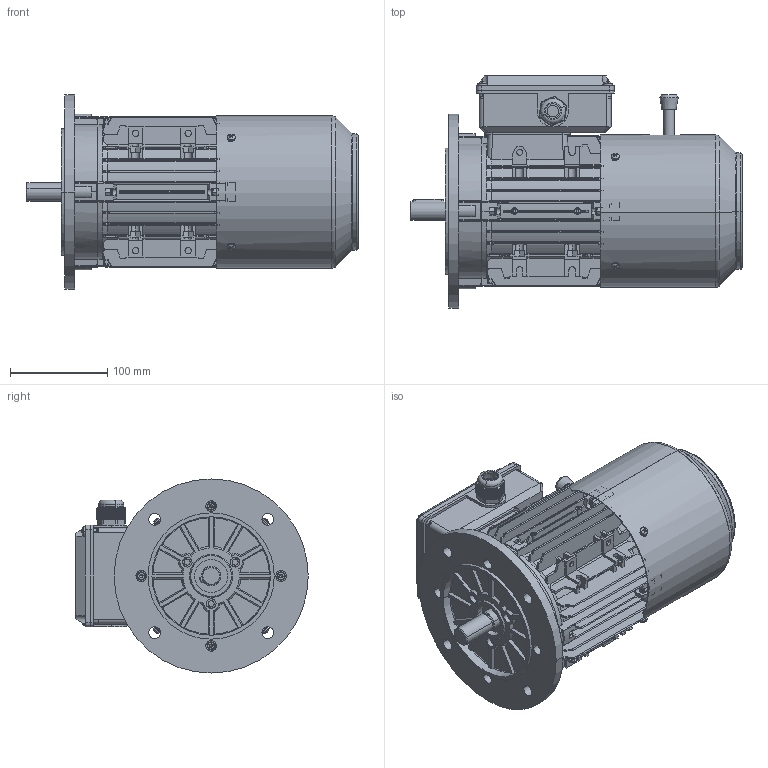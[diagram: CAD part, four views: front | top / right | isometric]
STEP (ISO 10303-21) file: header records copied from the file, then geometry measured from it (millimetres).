
FILE_DESCRIPTION (( 'STEP AP203' ), '1' );
FILE_NAME ('TB80 B5(VIBO諉盄碟).STEP', '2021-11-27T07:35:12', ( '' ), ( '' ), 'SwSTEP 2.0', 'SolidWorks 2014', '' );
FILE_SCHEMA (( 'CONFIG_CONTROL_DESIGN' ));
Length unit declared in the file: millimetre
Products named in the file (17): 80-90VIBO諉盄碟郪磁; Hexagon nuts grade C GB_GB_FASTENER_NUT_SNC1 M5-N; 80秶雄ん; TA80 B5傷裔1; VIBO80-100諉盄碟釱; T80儂褲; TB80綴傷裔1; TB80 B5(VIBO諉盄碟); Cross recessed thread forming screws GB_GB_CROSS_SCREWS_TYPE138 M4X12-N; Cross recessed thread forming screws GB_GB_CROSS_SCREWS_TYPE138 M5X12-N; TB80蛌粣; VIBO80-100諉盄碟裔; Hexagon socket head cap screws GB_GB_FASTENER_SCREWS_HSHCS M5X25-N; 80怢宒瑞珔; Plain parallel keys_GB_CONNECTING_PIECE_KEYS_CSK 6X32; 80-100堤盄蹟杶; TB80瑞欶
Assembly tree (35 placements, depth 3):
  TB80 B5(VIBO諉盄碟)
    T80儂褲
    Hexagon socket head cap screws GB_GB_FASTENER_SCREWS_HSHCS M5X25-N  x8
    Hexagon nuts grade C GB_GB_FASTENER_NUT_SNC1 M5-N  x8
    Cross recessed thread forming screws GB_GB_CROSS_SCREWS_TYPE138 M4X12-N  x4
    Plain parallel keys_GB_CONNECTING_PIECE_KEYS_CSK 6X32
    TA80 B5傷裔1
    TB80蛌粣
    TB80瑞欶
    TB80綴傷裔1
    80怢宒瑞珔
    80秶雄ん
    80-90VIBO諉盄碟郪磁
      Cross recessed thread forming screws GB_GB_CROSS_SCREWS_TYPE138 M5X12-N  x3
      80-100堤盄蹟杶
      VIBO80-100諉盄碟釱
      VIBO80-100諉盄碟裔
Bounding box: 342 x 239.5 x 200 mm (x, y, z)
Volume: 1563690.5 mm3; surface area: 836682.5 mm2
Topology: 39 solids, 39 shells, 3934 faces, 10274 edges, 6501 vertices
Faces by surface type: plane 2025, cylinder 1094, cone 291, bspline 233, torus 193, sphere 98
Entity records: 120801 total; most frequent: CARTESIAN_POINT 33504, ORIENTED_EDGE 18564, DIRECTION 16763, EDGE_CURVE 9282, VERTEX_POINT 5910, AXIS2_PLACEMENT_3D 5884, LINE 4995, VECTOR 4995
